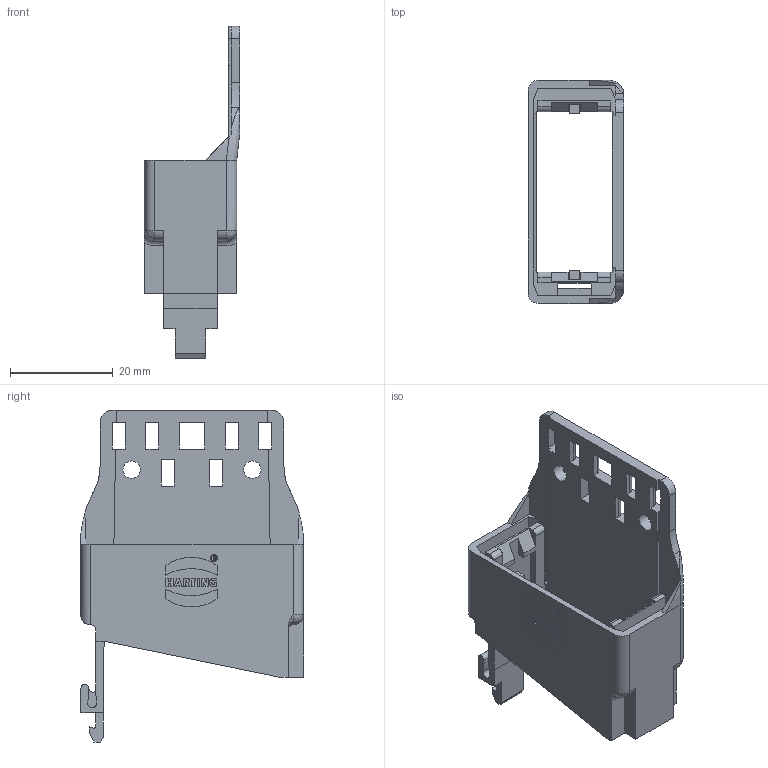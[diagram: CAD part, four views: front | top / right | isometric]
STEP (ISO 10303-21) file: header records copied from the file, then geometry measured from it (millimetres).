
FILE_DESCRIPTION(/* description */ (''),/* implementation_level */ '2;1');
FILE_NAME(/* name */ '100538233ugm000_b.stp',/* time_stamp */ '2019-12-02T09:23:52+01:00',/* author */ (''),/* organization */ (''),/* preprocessor_version */ 'ST-DEVELOPER v16.7',/* originating_system */ 'SIEMENS PLM Software NX 12.0',/* authorisation */ '');
FILE_SCHEMA (('AUTOMOTIVE_DESIGN { 1 0 10303 214 3 1 1 1 }'));
Length unit declared in the file: millimetre
Products named in the file (1): 100538233ugm000_b
Bounding box: 18.6 x 43.4 x 64.6 mm (x, y, z)
Volume: 6681.3 mm3; surface area: 9569.6 mm2
Topology: 1 solids, 1 shells, 318 faces, 1082 edges, 946 vertices
Faces by surface type: plane 241, cylinder 61, bspline 14, extrusion 2
Full cylindrical faces by diameter (mm): 1.1 x1, 1.3 x1, 3.4 x2
Entity records: 13929 total; most frequent: CARTESIAN_POINT 3536, ORIENTED_EDGE 1800, DIRECTION 1772, EDGE_CURVE 900, VECTOR 878, LINE 876, VERTEX_POINT 598, AXIS2_PLACEMENT_3D 447
